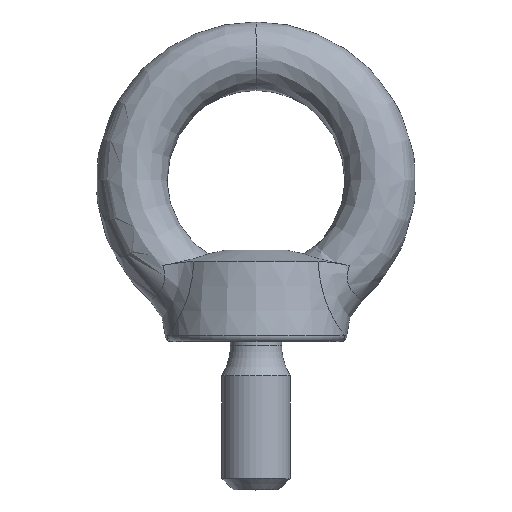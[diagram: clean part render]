
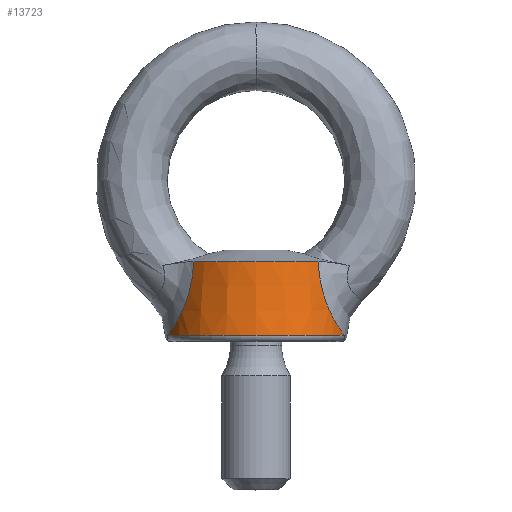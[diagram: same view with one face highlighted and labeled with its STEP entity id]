
A CAD part, top view. The second image highlights one B-rep face of the part: STEP entity #13723.
In plain terms, the highlighted conical face has half-angle 5 degrees and reference radius 8 mm.
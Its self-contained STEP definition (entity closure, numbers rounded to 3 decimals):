
#26 = CARTESIAN_POINT ( 'NONE',  ( 5.426, 7., 5.013 ) ) ;
#233 = CARTESIAN_POINT ( 'NONE',  ( 7.655, 0.659, 2.124 ) ) ;
#285 = CARTESIAN_POINT ( 'NONE',  ( 6.533, 2.507, 4.232 ) ) ;
#339 = CARTESIAN_POINT ( 'NONE',  ( -6.402, 2.787, 4.381 ) ) ;
#388 = CARTESIAN_POINT ( 'NONE',  ( -6.935, 1.749, 3.68 ) ) ;
#1093 = AXIS2_PLACEMENT_3D ( 'NONE', #4580, #2262, #3491 ) ;
#1222 = CARTESIAN_POINT ( 'NONE',  ( -7.742, 0.544, 1.818 ) ) ;
#1604 = DIRECTION ( 'NONE',  ( 0., 0., -1. ) ) ;
#1712 = CARTESIAN_POINT ( 'NONE',  ( -7.659, 0.653, 2.128 ) ) ;
#1866 = CARTESIAN_POINT ( 'NONE',  ( -7.198, 1.318, 3.229 ) ) ;
#2161 = VERTEX_POINT ( 'NONE', #26 ) ;
#2222 = CARTESIAN_POINT ( 'NONE',  ( 0., 0., 0. ) ) ;
#2262 = DIRECTION ( 'NONE',  ( 0., 1., 0. ) ) ;
#2780 = CARTESIAN_POINT ( 'NONE',  ( -5.86, 4.319, 4.876 ) ) ;
#3419 = ORIENTED_EDGE ( 'NONE', *, *, #3880, .T. ) ;
#3491 = DIRECTION ( 'NONE',  ( 0., 0., 1. ) ) ;
#3501 = AXIS2_PLACEMENT_3D ( 'NONE', #10981, #9917, #1604 ) ;
#3605 = CARTESIAN_POINT ( 'NONE',  ( 6.936, 1.748, 3.679 ) ) ;
#3700 = FACE_OUTER_BOUND ( 'NONE', #12115, .T. ) ;
#3880 = EDGE_CURVE ( 'NONE', #4132, #2161, #12742, .T. ) ;
#4132 = VERTEX_POINT ( 'NONE', #11609 ) ;
#4580 = CARTESIAN_POINT ( 'NONE',  ( 0., 0.544, 0. ) ) ;
#4637 = CIRCLE ( 'NONE', #1093, 7.952 ) ;
#4690 = DIRECTION ( 'NONE',  ( 0., 0., -1. ) ) ;
#4949 = CARTESIAN_POINT ( 'NONE',  ( -5.58, 5.643, 5.021 ) ) ;
#4950 = CARTESIAN_POINT ( 'NONE',  ( 7.327, 1.124, 2.974 ) ) ;
#5104 = CARTESIAN_POINT ( 'NONE',  ( -5.637, 5.306, 5.002 ) ) ;
#6133 = CARTESIAN_POINT ( 'NONE',  ( 6.799, 1.989, 3.882 ) ) ;
#6187 = CARTESIAN_POINT ( 'NONE',  ( -5.454, 6.66, 5.027 ) ) ;
#6237 = CARTESIAN_POINT ( 'NONE',  ( -5.489, 6.319, 5.034 ) ) ;
#6433 = EDGE_CURVE ( 'NONE', #2161, #10716, #6904, .T. ) ;
#6904 = CIRCLE ( 'NONE', #3501, 7.388 ) ;
#7081 = ORIENTED_EDGE ( 'NONE', *, *, #15110, .T. ) ;
#7175 = CARTESIAN_POINT ( 'NONE',  ( 6.402, 2.789, 4.382 ) ) ;
#7378 = CARTESIAN_POINT ( 'NONE',  ( -6.052, 3.685, 4.725 ) ) ;
#7488 = ORIENTED_EDGE ( 'NONE', *, *, #6433, .T. ) ;
#8568 = CARTESIAN_POINT ( 'NONE',  ( -6.531, 2.511, 4.234 ) ) ;
#8668 = CARTESIAN_POINT ( 'NONE',  ( 6.053, 3.683, 4.725 ) ) ;
#8984 = CARTESIAN_POINT ( 'NONE',  ( -7.742, 0.544, 1.818 ) ) ;
#9410 = DIRECTION ( 'NONE',  ( 0., -1., 0. ) ) ;
#9516 = CARTESIAN_POINT ( 'NONE',  ( 7.701, 0.598, 1.973 ) ) ;
#9679 = CARTESIAN_POINT ( 'NONE',  ( 7.554, 0.798, 2.419 ) ) ;
#9877 = CARTESIAN_POINT ( 'NONE',  ( 6.162, 3.377, 4.628 ) ) ;
#9917 = DIRECTION ( 'NONE',  ( 0., -1., 0. ) ) ;
#10075 = CARTESIAN_POINT ( 'NONE',  ( -7.326, 1.125, 2.976 ) ) ;
#10343 = VERTEX_POINT ( 'NONE', #1222 ) ;
#10695 = CARTESIAN_POINT ( 'NONE',  ( 7.499, 0.875, 2.563 ) ) ;
#10716 = VERTEX_POINT ( 'NONE', #11979 ) ;
#10981 = CARTESIAN_POINT ( 'NONE',  ( 0., 7., 0. ) ) ;
#11047 = CARTESIAN_POINT ( 'NONE',  ( 5.426, 7., 5.013 ) ) ;
#11353 = AXIS2_PLACEMENT_3D ( 'NONE', #2222, #9410, #4690 ) ;
#11609 = CARTESIAN_POINT ( 'NONE',  ( 7.742, 0.544, 1.818 ) ) ;
#11979 = CARTESIAN_POINT ( 'NONE',  ( -5.426, 7., 5.013 ) ) ;
#12090 = CARTESIAN_POINT ( 'NONE',  ( -5.426, 7., 5.013 ) ) ;
#12115 = EDGE_LOOP ( 'NONE', ( #12341, #7081, #3419, #7488 ) ) ;
#12194 = CARTESIAN_POINT ( 'NONE',  ( 5.567, 5.64, 5.038 ) ) ;
#12239 = CONICAL_SURFACE ( 'NONE', #11353, 8., 0.087 ) ;
#12247 = CARTESIAN_POINT ( 'NONE',  ( -6.163, 3.374, 4.627 ) ) ;
#12248 = CARTESIAN_POINT ( 'NONE',  ( 5.86, 4.317, 4.876 ) ) ;
#12341 = ORIENTED_EDGE ( 'NONE', *, *, #13540, .T. ) ;
#12742 = B_SPLINE_CURVE_WITH_KNOTS ( 'NONE', 3,
 ( #14240, #9516, #233, #9679, #10695, #4950, #13230, #3605, #6133, #285, #7175, #9877, #8668, #12248, #14656, #12194, #14551, #11047 ),
 .UNSPECIFIED., .F., .F.,
 ( 4, 2, 2, 2, 2, 2, 2, 2, 4 ),
 ( 0.012, 0.012, 0.013, 0.014, 0.015, 0.016, 0.017, 0.018, 0.02 ),
 .UNSPECIFIED. ) ;
#13230 = CARTESIAN_POINT ( 'NONE',  ( 7.201, 1.314, 3.224 ) ) ;
#13282 = CARTESIAN_POINT ( 'NONE',  ( -5.777, 4.643, 4.929 ) ) ;
#13540 = EDGE_CURVE ( 'NONE', #10716, #10343, #14885, .T. ) ;
#13655 = CARTESIAN_POINT ( 'NONE',  ( -7.557, 0.791, 2.424 ) ) ;
#13723 = ADVANCED_FACE ( 'NONE', ( #3700 ), #12239, .T. ) ;
#14240 = CARTESIAN_POINT ( 'NONE',  ( 7.742, 0.544, 1.818 ) ) ;
#14550 = CARTESIAN_POINT ( 'NONE',  ( -6.798, 1.99, 3.883 ) ) ;
#14551 = CARTESIAN_POINT ( 'NONE',  ( 5.481, 6.319, 5.042 ) ) ;
#14656 = CARTESIAN_POINT ( 'NONE',  ( 5.776, 4.647, 4.93 ) ) ;
#14885 = B_SPLINE_CURVE_WITH_KNOTS ( 'NONE', 3,
 ( #12090, #6187, #6237, #4949, #5104, #13282, #2780, #7378, #12247, #339, #8568, #14550, #388, #1866, #10075, #13655, #1712, #8984 ),
 .UNSPECIFIED., .F., .F.,
 ( 4, 2, 2, 2, 2, 2, 2, 2, 4 ),
 ( 0., 0.001, 0.002, 0.003, 0.004, 0.005, 0.006, 0.007, 0.008 ),
 .UNSPECIFIED. ) ;
#15110 = EDGE_CURVE ( 'NONE', #10343, #4132, #4637, .T. ) ;
